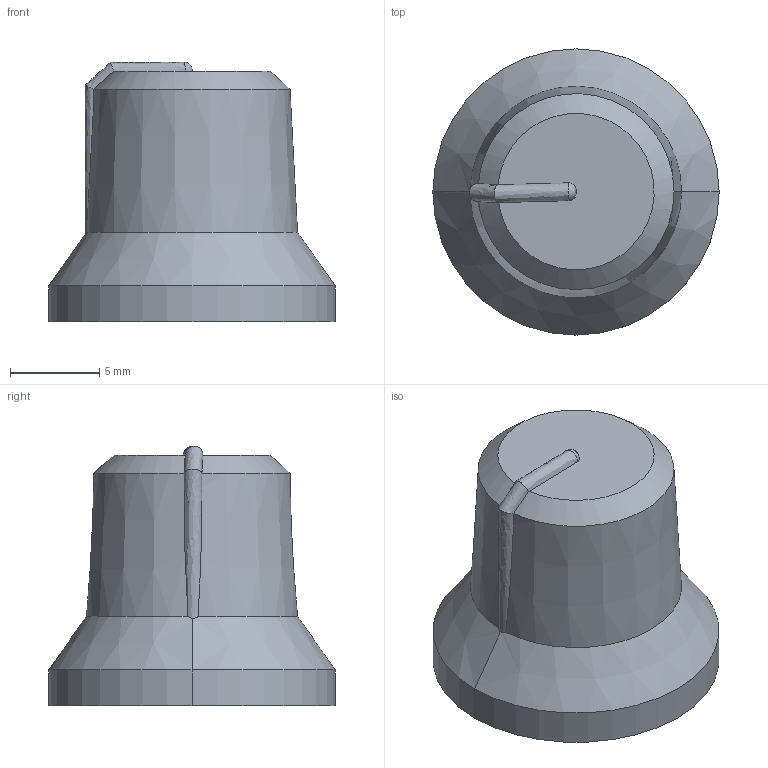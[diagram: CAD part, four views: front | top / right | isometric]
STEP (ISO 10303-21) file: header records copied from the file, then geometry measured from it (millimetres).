
FILE_DESCRIPTION (( 'STEP AP214' ), '1' );
FILE_NAME ('8D2342B6-01F6-45BC-A5FF-18041177525B.STEP', '2024-03-21T13:12:45', ( '' ), ( '' ), 'SwSTEP 2.0', 'SolidWorks 2022', '' );
FILE_SCHEMA (( 'AUTOMOTIVE_DESIGN' ));
Length unit declared in the file: millimetre
Products named in the file (1): 8D2342B6-01F6-45BC-A5FF-18041177525B
Bounding box: 16 x 16 x 14.5 mm (x, y, z)
Volume: 1004.9 mm3; surface area: 1122.5 mm2
Topology: 1 solids, 1 shells, 27 faces, 58 edges, 34 vertices
Faces by surface type: plane 10, cone 7, cylinder 6, bspline 4
Entity records: 986 total; most frequent: CARTESIAN_POINT 274, ORIENTED_EDGE 116, DIRECTION 114, EDGE_CURVE 58, AXIS2_PLACEMENT_3D 45, VERTEX_POINT 34, EDGE_LOOP 28, ADVANCED_FACE 27
